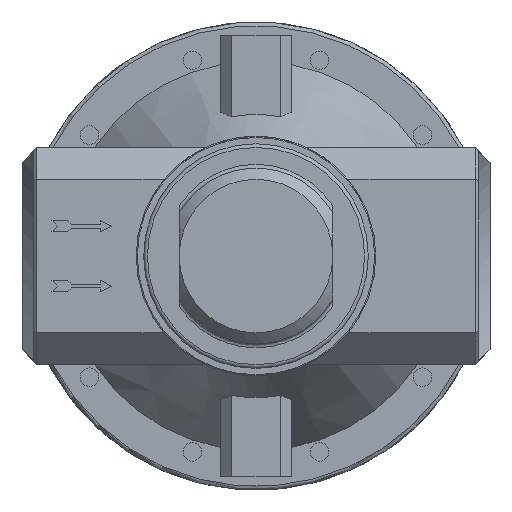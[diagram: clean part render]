
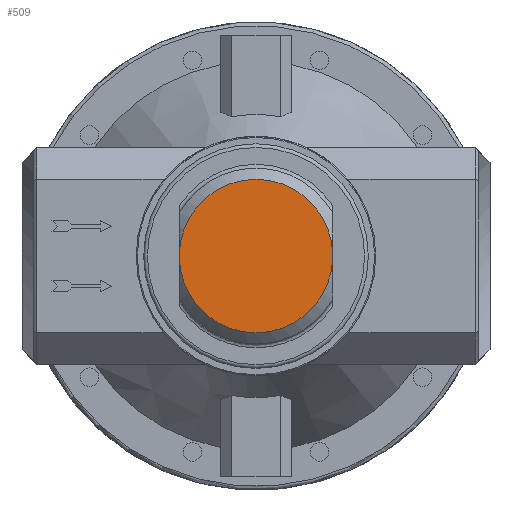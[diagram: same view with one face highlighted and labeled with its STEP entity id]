
A CAD part, front view. The second image highlights one B-rep face of the part: STEP entity #509.
In plain terms, the highlighted face is planar.
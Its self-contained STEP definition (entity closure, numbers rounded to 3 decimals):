
#509 = ADVANCED_FACE( '', ( #1300 ), #1301, .F. );
#1300 = FACE_OUTER_BOUND( '', #2455, .T. );
#1301 = PLANE( '', #2456 );
#2455 = EDGE_LOOP( '', ( #3930, #3931 ) );
#2456 = AXIS2_PLACEMENT_3D( '', #3932, #3933, #3934 );
#3930 = ORIENTED_EDGE( '', *, *, #6617, .F. );
#3931 = ORIENTED_EDGE( '', *, *, #6305, .F. );
#3932 = CARTESIAN_POINT( '', ( 0., 52., 0. ) );
#3933 = DIRECTION( '', ( 0., -1., 0. ) );
#3934 = DIRECTION( '', ( 0., 0., -1. ) );
#6305 = EDGE_CURVE( '', #7409, #7412, #7413, .T. );
#6617 = EDGE_CURVE( '', #7412, #7409, #7950, .T. );
#7409 = VERTEX_POINT( '', #9036 );
#7412 = VERTEX_POINT( '', #9048 );
#7413 = CIRCLE( '', #9049, 20.5 );
#7950 = CIRCLE( '', #10193, 20.5 );
#9036 = CARTESIAN_POINT( '', ( -20.5, 52., 0. ) );
#9048 = CARTESIAN_POINT( '', ( 20.5, 52., 0. ) );
#9049 = AXIS2_PLACEMENT_3D( '', #12006, #12007, #12008 );
#10193 = AXIS2_PLACEMENT_3D( '', #12364, #12365, #12366 );
#12006 = CARTESIAN_POINT( '', ( 0., 52., 0. ) );
#12007 = DIRECTION( '', ( 0., -1., 0. ) );
#12008 = DIRECTION( '', ( 0., 0., -1. ) );
#12364 = CARTESIAN_POINT( '', ( 0., 52., 0. ) );
#12365 = DIRECTION( '', ( 0., -1., 0. ) );
#12366 = DIRECTION( '', ( 0., 0., -1. ) );
